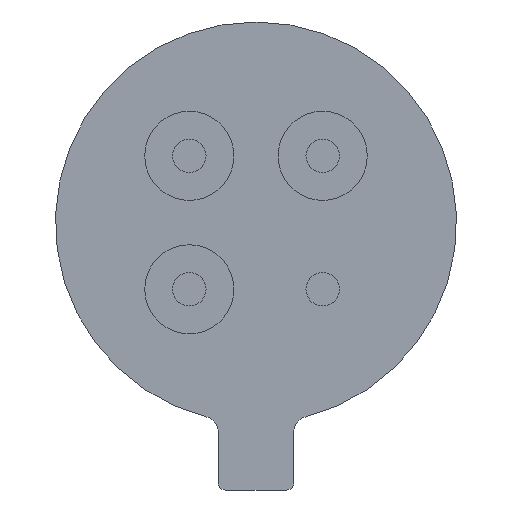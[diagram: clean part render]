
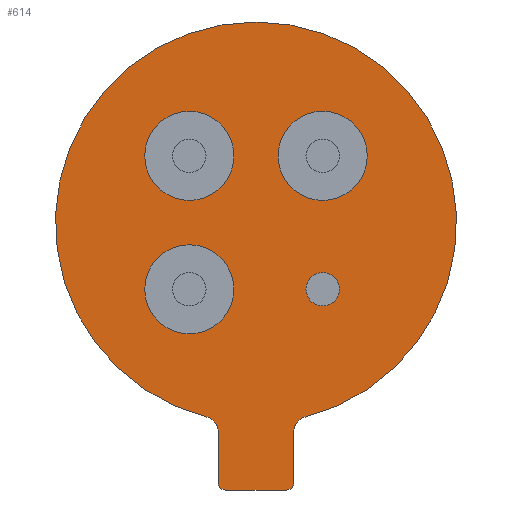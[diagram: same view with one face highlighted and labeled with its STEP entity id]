
A CAD part, front view. The second image highlights one B-rep face of the part: STEP entity #614.
In plain terms, the highlighted planar face has unit normal (0, -1, 0).
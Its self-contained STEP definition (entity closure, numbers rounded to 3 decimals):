
#1 = DIRECTION ( 'NONE',  ( 0., 1., 0. ) ) ;
#23 = DIRECTION ( 'NONE',  ( 0., 1., 0. ) ) ;
#45 = AXIS2_PLACEMENT_3D ( 'NONE', #1266, #1159, #64 ) ;
#48 = CARTESIAN_POINT ( 'NONE',  ( 0.51, 14.26, -3.5 ) ) ;
#64 = DIRECTION ( 'NONE',  ( 0., 0., 1. ) ) ;
#66 = VERTEX_POINT ( 'NONE', #1076 ) ;
#95 = ORIENTED_EDGE ( 'NONE', *, *, #1081, .T. ) ;
#110 = VERTEX_POINT ( 'NONE', #137 ) ;
#114 = EDGE_LOOP ( 'NONE', ( #309, #810 ) ) ;
#137 = CARTESIAN_POINT ( 'NONE',  ( -0.898, 14.26, 0.298 ) ) ;
#141 = DIRECTION ( 'NONE',  ( 0., 0., 1. ) ) ;
#142 = EDGE_CURVE ( 'NONE', #1094, #501, #938, .T. ) ;
#152 = DIRECTION ( 'NONE',  ( 0., 1., 0. ) ) ;
#185 = ORIENTED_EDGE ( 'NONE', *, *, #385, .F. ) ;
#189 = DIRECTION ( 'NONE',  ( 0., 0., 1. ) ) ;
#198 = VERTEX_POINT ( 'NONE', #1010 ) ;
#200 = ORIENTED_EDGE ( 'NONE', *, *, #908, .T. ) ;
#204 = EDGE_CURVE ( 'NONE', #726, #270, #482, .T. ) ;
#206 = DIRECTION ( 'NONE',  ( 0., 0., 1. ) ) ;
#210 = FACE_BOUND ( 'NONE', #114, .T. ) ;
#226 = AXIS2_PLACEMENT_3D ( 'NONE', #1112, #152, #902 ) ;
#255 = AXIS2_PLACEMENT_3D ( 'NONE', #1338, #481, #696 ) ;
#263 = LINE ( 'NONE', #755, #604 ) ;
#270 = VERTEX_POINT ( 'NONE', #678 ) ;
#290 = DIRECTION ( 'NONE',  ( 0., -1., 0. ) ) ;
#303 = EDGE_CURVE ( 'NONE', #66, #809, #739, .T. ) ;
#309 = ORIENTED_EDGE ( 'NONE', *, *, #303, .F. ) ;
#310 = DIRECTION ( 'NONE',  ( 0., 0., -1. ) ) ;
#314 = DIRECTION ( 'NONE',  ( 0., -1., 0. ) ) ;
#328 = CARTESIAN_POINT ( 'NONE',  ( -0.51, 14.26, -3.5 ) ) ;
#329 = EDGE_CURVE ( 'NONE', #611, #726, #403, .T. ) ;
#330 = DIRECTION ( 'NONE',  ( 0., 1., 0. ) ) ;
#343 = VERTEX_POINT ( 'NONE', #627 ) ;
#350 = CIRCLE ( 'NONE', #45, 0.6 ) ;
#351 = CARTESIAN_POINT ( 'NONE',  ( -0.898, 14.26, 1.498 ) ) ;
#367 = AXIS2_PLACEMENT_3D ( 'NONE', #489, #290, #206 ) ;
#375 = VERTEX_POINT ( 'NONE', #1283 ) ;
#385 = EDGE_CURVE ( 'NONE', #343, #375, #511, .T. ) ;
#400 = CIRCLE ( 'NONE', #1157, 0.2 ) ;
#402 = EDGE_CURVE ( 'NONE', #809, #66, #1121, .T. ) ;
#403 = LINE ( 'NONE', #961, #1343 ) ;
#425 = AXIS2_PLACEMENT_3D ( 'NONE', #516, #1, #189 ) ;
#449 = CARTESIAN_POINT ( 'NONE',  ( -0.41, 14.26, -3.5 ) ) ;
#460 = LINE ( 'NONE', #1288, #1021 ) ;
#481 = DIRECTION ( 'NONE',  ( 0., -1., 0. ) ) ;
#482 = CIRCLE ( 'NONE', #226, 0.1 ) ;
#489 = CARTESIAN_POINT ( 'NONE',  ( 0.898, 14.26, 0.898 ) ) ;
#491 = DIRECTION ( 'NONE',  ( 0., -1., 0. ) ) ;
#501 = VERTEX_POINT ( 'NONE', #965 ) ;
#511 = CIRCLE ( 'NONE', #735, 0.6 ) ;
#516 = CARTESIAN_POINT ( 'NONE',  ( -0.71, 14.26, -2.812 ) ) ;
#535 = DIRECTION ( 'NONE',  ( 0., 0., 1. ) ) ;
#553 = DIRECTION ( 'NONE',  ( 0., 0., 1. ) ) ;
#561 = AXIS2_PLACEMENT_3D ( 'NONE', #449, #1202, #141 ) ;
#576 = FACE_BOUND ( 'NONE', #888, .T. ) ;
#600 = CARTESIAN_POINT ( 'NONE',  ( 0.71, 14.26, -2.812 ) ) ;
#604 = VECTOR ( 'NONE', #1169, 1000. ) ;
#611 = VERTEX_POINT ( 'NONE', #1210 ) ;
#614 = ADVANCED_FACE ( 'NONE', ( #576, #210, #918, #970 ), #688, .F. ) ;
#627 = CARTESIAN_POINT ( 'NONE',  ( -0.898, 14.26, -0.298 ) ) ;
#652 = CARTESIAN_POINT ( 'NONE',  ( -0.898, 14.26, 0.898 ) ) ;
#678 = CARTESIAN_POINT ( 'NONE',  ( 0.41, 14.26, -3.6 ) ) ;
#688 = PLANE ( 'NONE',  #804 ) ;
#696 = DIRECTION ( 'NONE',  ( 0., 0., 1. ) ) ;
#726 = VERTEX_POINT ( 'NONE', #48 ) ;
#735 = AXIS2_PLACEMENT_3D ( 'NONE', #848, #955, #924 ) ;
#736 = CARTESIAN_POINT ( 'NONE',  ( -0.898, 14.26, -0.898 ) ) ;
#739 = CIRCLE ( 'NONE', #255, 0.6 ) ;
#749 = DIRECTION ( 'NONE',  ( 0., 0., -1. ) ) ;
#755 = CARTESIAN_POINT ( 'NONE',  ( 0., 14.26, -3.6 ) ) ;
#766 = CIRCLE ( 'NONE', #867, 0.6 ) ;
#804 = AXIS2_PLACEMENT_3D ( 'NONE', #1218, #23, #553 ) ;
#809 = VERTEX_POINT ( 'NONE', #1349 ) ;
#810 = ORIENTED_EDGE ( 'NONE', *, *, #402, .F. ) ;
#825 = DIRECTION ( 'NONE',  ( 0., 0., -1. ) ) ;
#834 = CIRCLE ( 'NONE', #1034, 0.6 ) ;
#848 = CARTESIAN_POINT ( 'NONE',  ( -0.898, 14.26, -0.898 ) ) ;
#867 = AXIS2_PLACEMENT_3D ( 'NONE', #652, #330, #535 ) ;
#873 = ORIENTED_EDGE ( 'NONE', *, *, #329, .F. ) ;
#888 = EDGE_LOOP ( 'NONE', ( #905, #185 ) ) ;
#893 = ORIENTED_EDGE ( 'NONE', *, *, #1367, .T. ) ;
#902 = DIRECTION ( 'NONE',  ( 0., 0., 1. ) ) ;
#903 = ORIENTED_EDGE ( 'NONE', *, *, #1020, .F. ) ;
#905 = ORIENTED_EDGE ( 'NONE', *, *, #1038, .F. ) ;
#908 = EDGE_CURVE ( 'NONE', #110, #1164, #350, .T. ) ;
#917 = CIRCLE ( 'NONE', #957, 2.7 ) ;
#918 = FACE_OUTER_BOUND ( 'NONE', #1363, .T. ) ;
#924 = DIRECTION ( 'NONE',  ( 0., 0., -1. ) ) ;
#929 = EDGE_CURVE ( 'NONE', #198, #611, #400, .T. ) ;
#938 = CIRCLE ( 'NONE', #561, 0.1 ) ;
#948 = DIRECTION ( 'NONE',  ( 0., -1., 0. ) ) ;
#955 = DIRECTION ( 'NONE',  ( 0., -1., 0. ) ) ;
#957 = AXIS2_PLACEMENT_3D ( 'NONE', #1380, #314, #1387 ) ;
#961 = CARTESIAN_POINT ( 'NONE',  ( 0.51, 14.26, 0. ) ) ;
#965 = CARTESIAN_POINT ( 'NONE',  ( -0.41, 14.26, -3.6 ) ) ;
#970 = FACE_BOUND ( 'NONE', #1029, .T. ) ;
#975 = VERTEX_POINT ( 'NONE', #1051 ) ;
#981 = EDGE_CURVE ( 'NONE', #1383, #975, #1289, .T. ) ;
#1005 = EDGE_CURVE ( 'NONE', #975, #1094, #460, .T. ) ;
#1010 = CARTESIAN_POINT ( 'NONE',  ( 0.661, 14.26, -2.618 ) ) ;
#1020 = EDGE_CURVE ( 'NONE', #270, #501, #263, .T. ) ;
#1021 = VECTOR ( 'NONE', #749, 1000. ) ;
#1029 = EDGE_LOOP ( 'NONE', ( #200, #95 ) ) ;
#1034 = AXIS2_PLACEMENT_3D ( 'NONE', #736, #948, #310 ) ;
#1038 = EDGE_CURVE ( 'NONE', #375, #343, #834, .T. ) ;
#1046 = ORIENTED_EDGE ( 'NONE', *, *, #929, .F. ) ;
#1051 = CARTESIAN_POINT ( 'NONE',  ( -0.51, 14.26, -2.812 ) ) ;
#1060 = ORIENTED_EDGE ( 'NONE', *, *, #142, .T. ) ;
#1076 = CARTESIAN_POINT ( 'NONE',  ( 0.898, 14.26, 0.298 ) ) ;
#1081 = EDGE_CURVE ( 'NONE', #1164, #110, #766, .T. ) ;
#1088 = ORIENTED_EDGE ( 'NONE', *, *, #981, .T. ) ;
#1090 = ORIENTED_EDGE ( 'NONE', *, *, #204, .F. ) ;
#1094 = VERTEX_POINT ( 'NONE', #328 ) ;
#1112 = CARTESIAN_POINT ( 'NONE',  ( 0.41, 14.26, -3.5 ) ) ;
#1121 = CIRCLE ( 'NONE', #367, 0.6 ) ;
#1146 = ORIENTED_EDGE ( 'NONE', *, *, #1005, .T. ) ;
#1157 = AXIS2_PLACEMENT_3D ( 'NONE', #600, #491, #1253 ) ;
#1159 = DIRECTION ( 'NONE',  ( 0., 1., 0. ) ) ;
#1164 = VERTEX_POINT ( 'NONE', #351 ) ;
#1169 = DIRECTION ( 'NONE',  ( -1., 0., 0. ) ) ;
#1202 = DIRECTION ( 'NONE',  ( 0., -1., 0. ) ) ;
#1210 = CARTESIAN_POINT ( 'NONE',  ( 0.51, 14.26, -2.812 ) ) ;
#1218 = CARTESIAN_POINT ( 'NONE',  ( 0., 14.26, 0. ) ) ;
#1253 = DIRECTION ( 'NONE',  ( 0., 0., 1. ) ) ;
#1266 = CARTESIAN_POINT ( 'NONE',  ( -0.898, 14.26, 0.898 ) ) ;
#1277 = CARTESIAN_POINT ( 'NONE',  ( -0.661, 14.26, -2.618 ) ) ;
#1283 = CARTESIAN_POINT ( 'NONE',  ( -0.898, 14.26, -1.498 ) ) ;
#1288 = CARTESIAN_POINT ( 'NONE',  ( -0.51, 14.26, 0. ) ) ;
#1289 = CIRCLE ( 'NONE', #425, 0.2 ) ;
#1338 = CARTESIAN_POINT ( 'NONE',  ( 0.898, 14.26, 0.898 ) ) ;
#1343 = VECTOR ( 'NONE', #825, 1000. ) ;
#1349 = CARTESIAN_POINT ( 'NONE',  ( 0.898, 14.26, 1.498 ) ) ;
#1363 = EDGE_LOOP ( 'NONE', ( #893, #1088, #1146, #1060, #903, #1090, #873, #1046 ) ) ;
#1367 = EDGE_CURVE ( 'NONE', #198, #1383, #917, .T. ) ;
#1380 = CARTESIAN_POINT ( 'NONE',  ( 0., 14.26, 0. ) ) ;
#1383 = VERTEX_POINT ( 'NONE', #1277 ) ;
#1387 = DIRECTION ( 'NONE',  ( 0., 0., 1. ) ) ;
